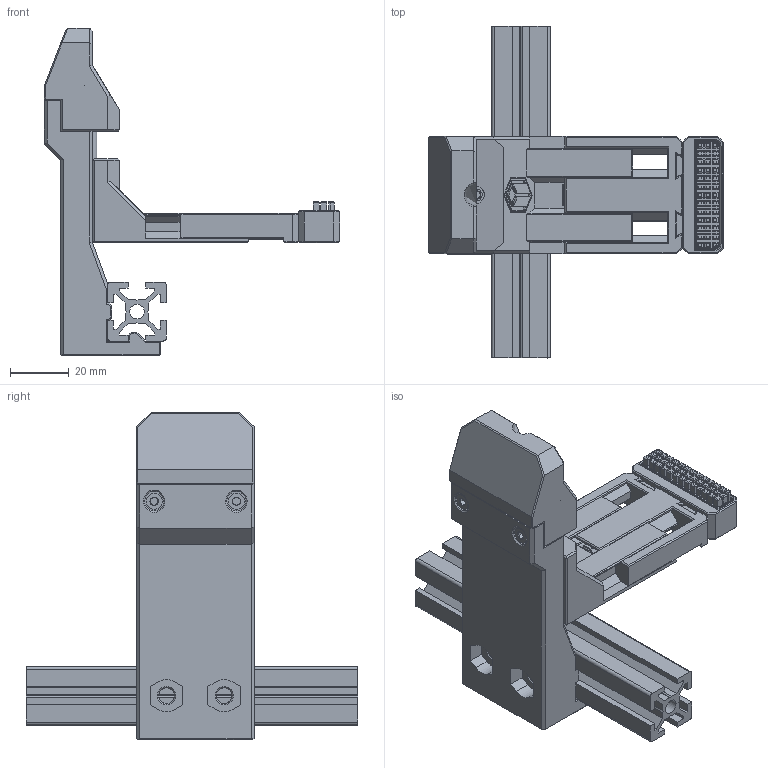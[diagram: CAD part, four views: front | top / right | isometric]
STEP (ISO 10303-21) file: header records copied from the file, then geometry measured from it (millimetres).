
FILE_DESCRIPTION(/* description */ (''),/* implementation_level */ '2;1');
FILE_NAME(/* name */ 'AT Brush BLV cube.step',/* time_stamp */ '2026-01-18T11:38:28-05:00',/* author */ (''),/* organization */ (''),/* preprocessor_version */ 'ST-DEVELOPER v20.1',/* originating_system */ 'Autodesk Translation Framework v14.21.0.0',/* authorisation */ '');
FILE_SCHEMA (('AUTOMOTIVE_DESIGN { 1 0 10303 214 3 1 1 }'));
Products named in the file (19): AT Brush; Front Arm; front_arm_slide; M3x30 SHCS; M3 Shim Washer; front_arm_base; 94205A220_316 Stainless Steel Nylon-Insert Locknut; a1_brush_mount; A1 Brush; Rear mount; M3 Threaded Insert (6); M3x30 SHCS_1; M3x30 SHCS_3; M3 Shim Washer_1; Mount; Mount_Lower; M3 Threaded Insert (4); M3x30 SHCS_2; Misumi 2020 Cube
Assembly tree (19 placements, depth 4):
  AT Brush
    Front Arm
      front_arm_slide
        M3x30 SHCS
        M3 Shim Washer
      front_arm_base
        94205A220_316 Stainless Steel Nylon-Insert Locknut  x2
      a1_brush_mount
        A1 Brush
    Rear mount
      M3 Threaded Insert (6)
      M3x30 SHCS_1
      M3x30 SHCS_3
      M3 Shim Washer_1
      Mount
      Mount_Lower
      M3 Threaded Insert (4)
      M3x30 SHCS_2
    Misumi 2020 Cube
Bounding box: 100.5 x 113 x 111.52 mm (x, y, z)
Volume: 122140.2 mm3; surface area: 62052.6 mm2
Topology: 19 solids, 19 shells, 1458 faces, 3638 edges, 2283 vertices
Faces by surface type: plane 839, cylinder 343, bspline 160, cone 106, torus 10
Full cylindrical faces by diameter (mm): 2.35 x12, 2.9 x2, 3 x16, 3.2 x4, 3.4 x2, 3.456 x2, 4 x1, 4.1 x2, 4.25 x4, 4.65 x2, 5 x1, 5.4 x2, 5.5 x4, 7 x2
Entity records: 53202 total; most frequent: CARTESIAN_POINT 19625, ORIENTED_EDGE 7056, DIRECTION 6495, EDGE_CURVE 3528, LINE 2353, VECTOR 2353, VERTEX_POINT 2217, AXIS2_PLACEMENT_3D 2071
